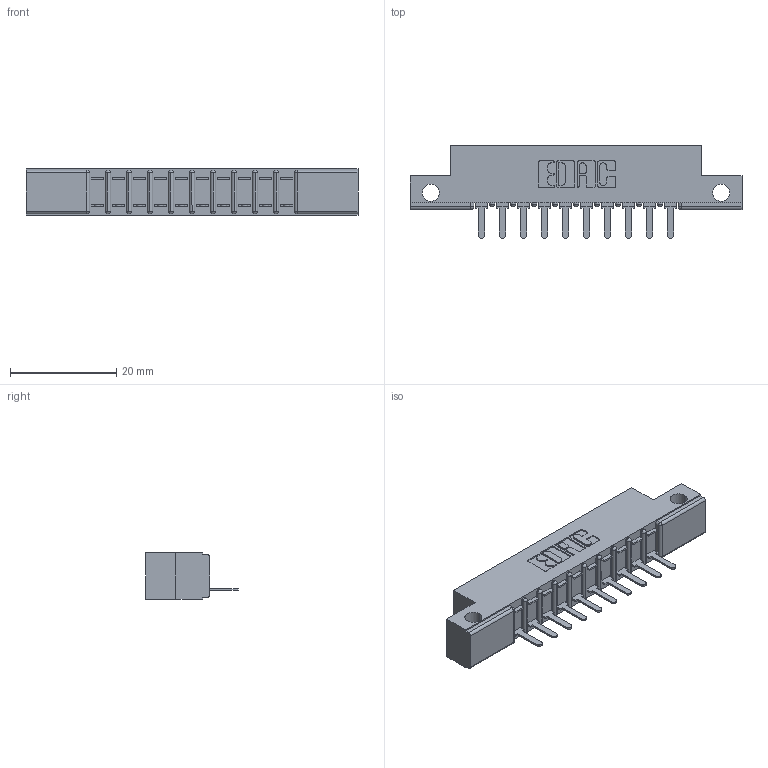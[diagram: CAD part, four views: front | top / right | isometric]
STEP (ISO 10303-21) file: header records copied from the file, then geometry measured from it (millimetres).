
FILE_DESCRIPTION (( 'STEP AP203' ), '1' );
FILE_NAME ('357-010-521-112.STEP', '2019-09-16T18:28:25', ( '' ), ( '' ), 'SwSTEP 2.0', 'SolidWorks 2016', '' );
FILE_SCHEMA (( 'CONFIG_CONTROL_DESIGN' ));
Length unit declared in the file: inch
Products named in the file (3): 307 Part_.128 Dia Side Mounting Holes; 357-010-521-112; 307-290-002_521
Assembly tree (11 placements, depth 2):
  357-010-521-112
    307 Part_.128 Dia Side Mounting Holes
    307-290-002_521  x10
Bounding box: 62.64 x 17.42 x 8.71 mm (x, y, z)
Volume: 4053.5 mm3; surface area: 6573.9 mm2
Topology: 11 solids, 11 shells, 869 faces, 2643 edges, 1730 vertices
Faces by surface type: plane 520, cylinder 327, sphere 22
Entity records: 13238 total; most frequent: CARTESIAN_POINT 2228, ORIENTED_EDGE 2218, DIRECTION 2179, EDGE_CURVE 1109, VECTOR 833, LINE 833, VERTEX_POINT 722, AXIS2_PLACEMENT_3D 673
